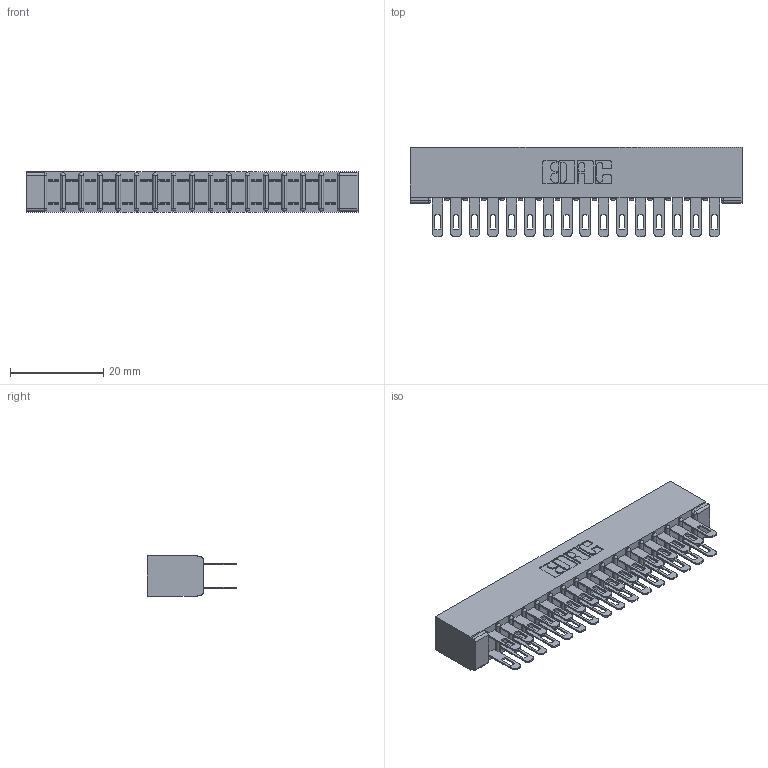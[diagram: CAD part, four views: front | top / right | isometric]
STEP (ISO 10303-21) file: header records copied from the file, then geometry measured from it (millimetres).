
FILE_DESCRIPTION (( 'STEP AP203' ), '1' );
FILE_NAME ('307-032-500-201.STEP', '2019-09-06T01:12:40', ( '' ), ( '' ), 'SwSTEP 2.0', 'SolidWorks 2016', '' );
FILE_SCHEMA (( 'CONFIG_CONTROL_DESIGN' ));
Length unit declared in the file: inch
Products named in the file (3): 307-032-500-201; 307-290-001_500; 307 Part_No Mounting Lugs
Assembly tree (33 placements, depth 2):
  307-032-500-201
    307 Part_No Mounting Lugs
    307-290-001_500  x32
Bounding box: 71.27 x 19.18 x 8.71 mm (x, y, z)
Volume: 4987.4 mm3; surface area: 9475.5 mm2
Topology: 33 solids, 33 shells, 1599 faces, 4459 edges, 2882 vertices
Faces by surface type: plane 1026, cylinder 539, sphere 34
Entity records: 17130 total; most frequent: CARTESIAN_POINT 2804, ORIENTED_EDGE 2774, DIRECTION 2759, EDGE_CURVE 1387, VECTOR 1053, LINE 1053, VERTEX_POINT 898, AXIS2_PLACEMENT_3D 853
